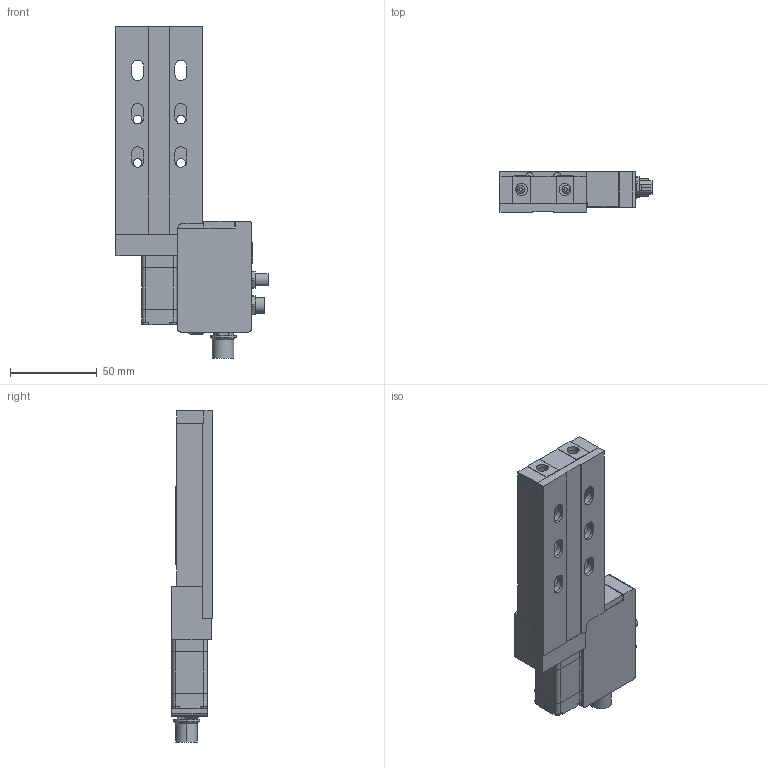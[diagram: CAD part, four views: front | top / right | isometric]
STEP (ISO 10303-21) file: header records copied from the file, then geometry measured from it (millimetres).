
FILE_DESCRIPTION (( 'STEP AP203' ), '1' );
FILE_NAME ('X-LRM025x.step', '2023-11-03T18:24:30', ( '' ), ( '' ), 'SwSTEP 2.0', 'SolidWorks 2019', '' );
FILE_SCHEMA (( 'CONFIG_CONTROL_DESIGN' ));
Length unit declared in the file: millimetre
Products named in the file (4): LRM_carriage^LRM_LRM; X-LRM025x; NMS08_motor^LRM_X-LRM; LRM_base^LRM_X-LRM025
Assembly tree (3 placements, depth 2):
  X-LRM025x
    LRM_base^LRM_X-LRM025
    LRM_carriage^LRM_LRM
    NMS08_motor^LRM_X-LRM
Bounding box: 87.75 x 23.48 x 191.6 mm (x, y, z)
Volume: 177564.1 mm3; surface area: 67806 mm2
Topology: 25 solids, 25 shells, 541 faces, 1302 edges, 860 vertices
Faces by surface type: plane 315, cylinder 212, torus 10, cone 4
Entity records: 16284 total; most frequent: DIRECTION 2842, CARTESIAN_POINT 2721, ORIENTED_EDGE 2604, EDGE_CURVE 1302, AXIS2_PLACEMENT_3D 997, VERTEX_POINT 860, VECTOR 848, LINE 848
